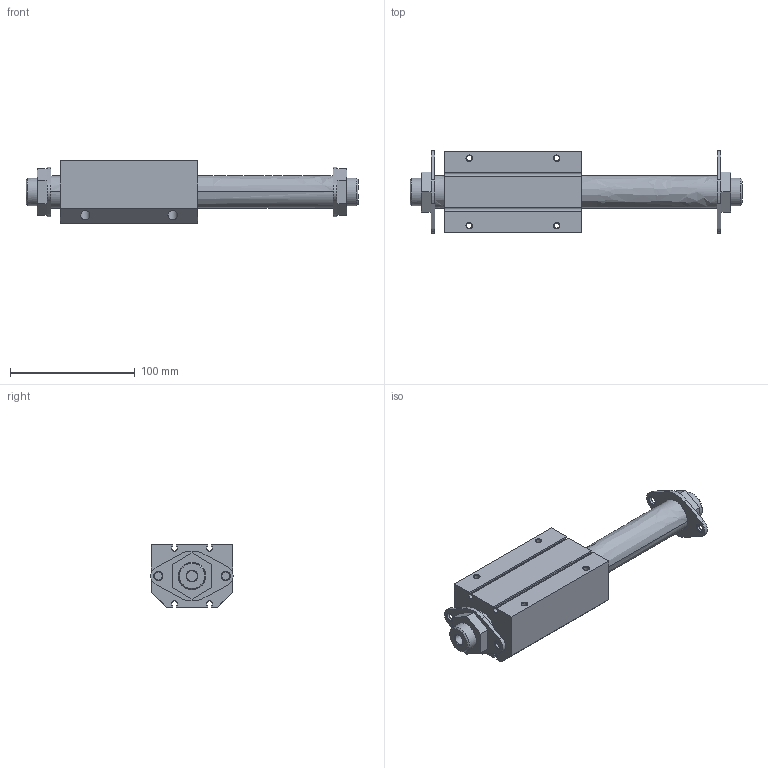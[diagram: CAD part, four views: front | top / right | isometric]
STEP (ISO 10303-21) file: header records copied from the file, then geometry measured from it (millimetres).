
FILE_DESCRIPTION((''),'2;1');
FILE_NAME('MFCP25X100FA.STEP','2012-11-23T13:46:55',('Administrator'),(''),'CADlook_v9.0','Cimatron E 8.0','');
FILE_SCHEMA(('AUTOMOTIVE_DESIGN { 1 2 10303 214 0 1 1 1 }'));
Length unit declared in the file: millimetre
Bounding box: 266 x 65.97 x 50 mm (x, y, z)
Volume: 419794.2 mm3; surface area: 75699.6 mm2
Topology: 2 solids, 2 shells, 125 faces, 359 edges, 250 vertices
Faces by surface type: plane 70, cylinder 35, cone 16, bspline 4
Full cylindrical faces by diameter (mm): 4.3 x4, 6.5 x4, 7.5 x4, 8.566 x2, 22 x2
Entity records: 5996 total; most frequent: CARTESIAN_POINT 1641, DIRECTION 697, ORIENTED_EDGE 654, EDGE_CURVE 327, AXIS2_PLACEMENT_3D 256, VERTEX_POINT 250, EDGE_LOOP 187, VECTOR 185
